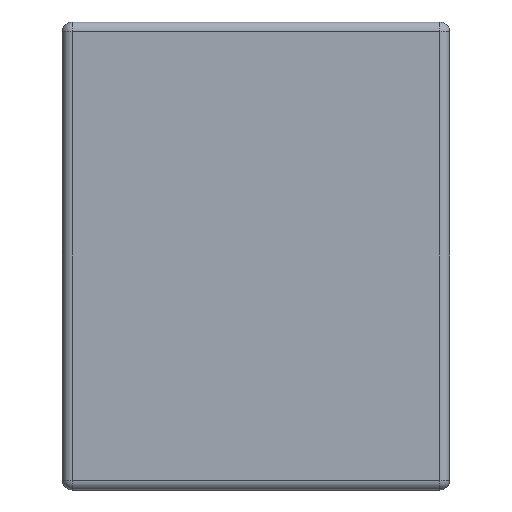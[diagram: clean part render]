
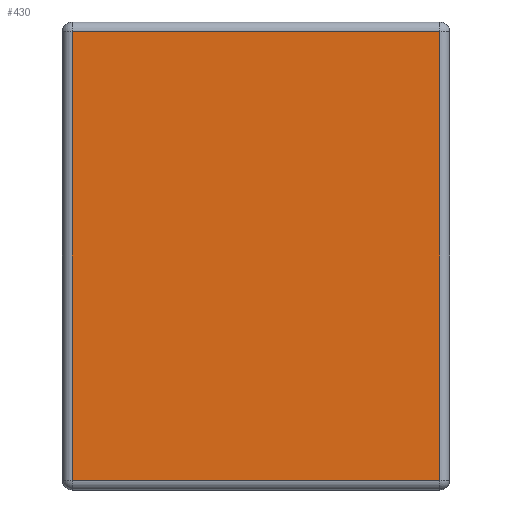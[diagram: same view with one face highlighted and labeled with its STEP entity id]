
A CAD part, left-side view. The second image highlights one B-rep face of the part: STEP entity #430.
In plain terms, the highlighted planar face has unit normal (-1, 0, 0).
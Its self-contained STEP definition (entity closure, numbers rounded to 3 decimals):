
#66 = ORIENTED_EDGE ( 'NONE', *, *, #4089, .T. ) ;
#430 = ADVANCED_FACE ( 'NONE', ( #1745 ), #3843, .T. ) ;
#540 = EDGE_CURVE ( 'NONE', #1846, #3506, #1692, .T. ) ;
#612 = DIRECTION ( 'NONE',  ( 0., 0., 1. ) ) ;
#678 = ORIENTED_EDGE ( 'NONE', *, *, #3268, .T. ) ;
#802 = DIRECTION ( 'NONE',  ( 0., 0., -1. ) ) ;
#891 = CARTESIAN_POINT ( 'NONE',  ( 0., 0.03, -0.03 ) ) ;
#909 = CARTESIAN_POINT ( 'NONE',  ( 0., 0., -1.42 ) ) ;
#1025 = VERTEX_POINT ( 'NONE', #2062 ) ;
#1150 = CARTESIAN_POINT ( 'NONE',  ( 0., 1.17, -1.45 ) ) ;
#1268 = DIRECTION ( 'NONE',  ( 0., -1., 0. ) ) ;
#1295 = VERTEX_POINT ( 'NONE', #3776 ) ;
#1383 = CARTESIAN_POINT ( 'NONE',  ( 0., 0., 0. ) ) ;
#1441 = EDGE_LOOP ( 'NONE', ( #678, #66, #4401, #3838 ) ) ;
#1675 = CARTESIAN_POINT ( 'NONE',  ( 0., 1.2, -0.03 ) ) ;
#1692 = LINE ( 'NONE', #1675, #4315 ) ;
#1745 = FACE_OUTER_BOUND ( 'NONE', #1441, .T. ) ;
#1846 = VERTEX_POINT ( 'NONE', #891 ) ;
#2062 = CARTESIAN_POINT ( 'NONE',  ( 0., 1.17, -1.42 ) ) ;
#2133 = CARTESIAN_POINT ( 'NONE',  ( 0., 1.17, -0.03 ) ) ;
#2308 = LINE ( 'NONE', #909, #3643 ) ;
#2484 = DIRECTION ( 'NONE',  ( -1., 0., 0. ) ) ;
#2785 = EDGE_CURVE ( 'NONE', #3506, #1025, #3301, .T. ) ;
#2799 = DIRECTION ( 'NONE',  ( 0., 0., 1. ) ) ;
#2834 = VECTOR ( 'NONE', #802, 1000. ) ;
#2890 = LINE ( 'NONE', #4298, #3364 ) ;
#3250 = AXIS2_PLACEMENT_3D ( 'NONE', #1383, #2484, #612 ) ;
#3268 = EDGE_CURVE ( 'NONE', #1025, #1295, #2308, .T. ) ;
#3301 = LINE ( 'NONE', #1150, #2834 ) ;
#3364 = VECTOR ( 'NONE', #2799, 1000. ) ;
#3506 = VERTEX_POINT ( 'NONE', #2133 ) ;
#3555 = DIRECTION ( 'NONE',  ( 0., 1., 0. ) ) ;
#3643 = VECTOR ( 'NONE', #1268, 1000. ) ;
#3776 = CARTESIAN_POINT ( 'NONE',  ( 0., 0.03, -1.42 ) ) ;
#3838 = ORIENTED_EDGE ( 'NONE', *, *, #2785, .T. ) ;
#3843 = PLANE ( 'NONE',  #3250 ) ;
#4089 = EDGE_CURVE ( 'NONE', #1295, #1846, #2890, .T. ) ;
#4298 = CARTESIAN_POINT ( 'NONE',  ( 0., 0.03, 0. ) ) ;
#4315 = VECTOR ( 'NONE', #3555, 1000. ) ;
#4401 = ORIENTED_EDGE ( 'NONE', *, *, #540, .T. ) ;
